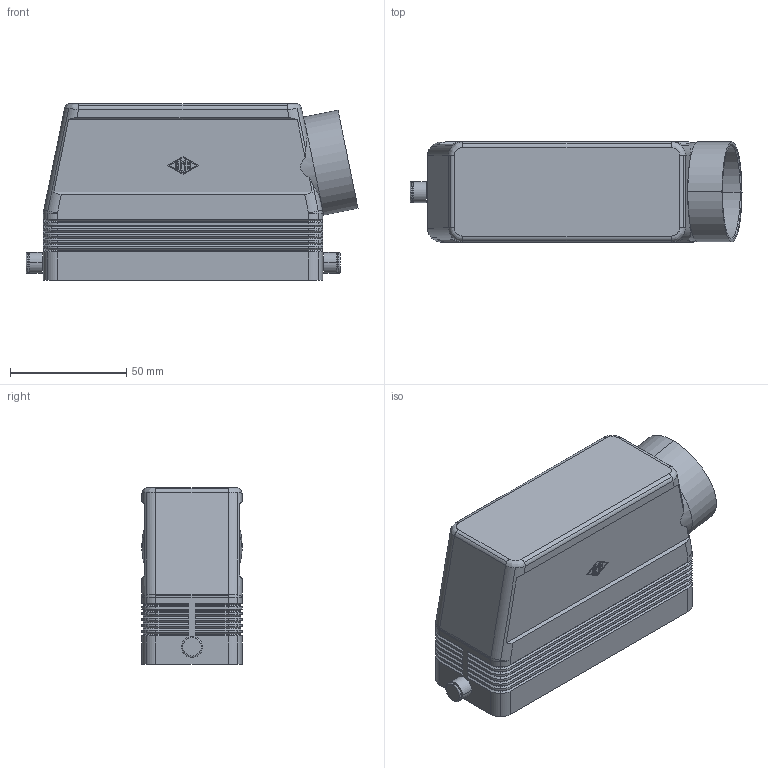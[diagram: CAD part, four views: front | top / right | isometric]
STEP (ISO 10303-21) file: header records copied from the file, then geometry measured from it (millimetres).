
FILE_DESCRIPTION((''),'2;1');
FILE_NAME('MMAO 16 L40.stp','2006-12-22T11:34:19',('gembarski'),(''),'Autodesk Inventor 7','Autodesk Inventor 7','');
FILE_SCHEMA(('AUTOMOTIVE_DESIGN { 1 0 10303 214 1 1 1 1 }'));
Length unit declared in the file: millimetre
Products named in the file (1): CH Tüllengehäuse für einen Einsatz Teil 5
Bounding box: 142.74 x 43 x 76 mm (x, y, z)
Volume: 82208.7 mm3; surface area: 57724.1 mm2
Topology: 1 solids, 1 shells, 538 faces, 1272 edges, 750 vertices
Faces by surface type: plane 198, cylinder 136, cone 104, bspline 92, torus 4, sphere 4
Entity records: 16417 total; most frequent: CARTESIAN_POINT 4187, DIRECTION 2566, ORIENTED_EDGE 2528, EDGE_CURVE 1264, AXIS2_PLACEMENT_3D 881, VECTOR 804, LINE 804, VERTEX_POINT 750
